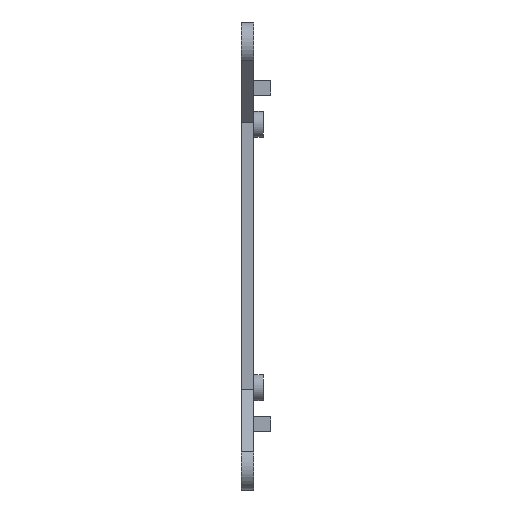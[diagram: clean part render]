
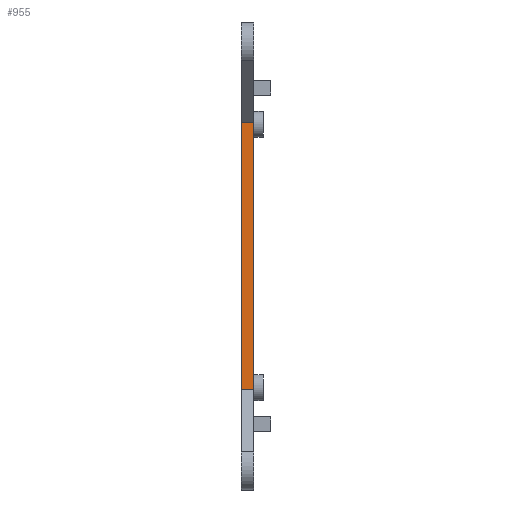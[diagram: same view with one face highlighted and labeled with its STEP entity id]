
A CAD part, left-side view. The second image highlights one B-rep face of the part: STEP entity #955.
In plain terms, the highlighted planar face has unit normal (-1, 0, 0).
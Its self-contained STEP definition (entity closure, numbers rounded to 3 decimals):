
#57=PLANE('',#1041);
#105=FACE_OUTER_BOUND('',#164,.T.);
#164=EDGE_LOOP('',(#826,#827,#828,#829));
#227=LINE('',#1448,#335);
#269=LINE('',#1540,#377);
#270=LINE('',#1543,#378);
#271=LINE('',#1544,#379);
#335=VECTOR('',#1175,10.);
#377=VECTOR('',#1265,10.);
#378=VECTOR('',#1268,10.);
#379=VECTOR('',#1269,10.);
#471=VERTEX_POINT('',#1445);
#472=VERTEX_POINT('',#1447);
#498=VERTEX_POINT('',#1538);
#499=VERTEX_POINT('',#1542);
#573=EDGE_CURVE('',#471,#472,#227,.T.);
#619=EDGE_CURVE('',#471,#498,#269,.T.);
#620=EDGE_CURVE('',#499,#498,#270,.T.);
#621=EDGE_CURVE('',#472,#499,#271,.T.);
#826=ORIENTED_EDGE('',*,*,#573,.F.);
#827=ORIENTED_EDGE('',*,*,#619,.T.);
#828=ORIENTED_EDGE('',*,*,#620,.F.);
#829=ORIENTED_EDGE('',*,*,#621,.F.);
#955=ADVANCED_FACE('',(#105),#57,.T.);
#1041=AXIS2_PLACEMENT_3D('',#1541,#1266,#1267);
#1175=DIRECTION('',(0.,0.,-1.));
#1265=DIRECTION('',(0.,1.,0.));
#1266=DIRECTION('center_axis',(-1.,0.,0.));
#1267=DIRECTION('ref_axis',(0.,0.,
1.));
#1268=DIRECTION('',(0.,0.,1.));
#1269=DIRECTION('',(0.,1.,0.));
#1445=CARTESIAN_POINT('',(9.05,14.907,-10.851));
#1447=CARTESIAN_POINT('',(9.05,14.907,-32.359));
#1448=CARTESIAN_POINT('',(9.05,14.907,-7.455));
#1538=CARTESIAN_POINT('',(9.05,15.907,-10.851));
#1540=CARTESIAN_POINT('',(9.05,14.907,-10.851));
#1541=CARTESIAN_POINT('Origin',(9.05,14.907,-32.359));
#1542=CARTESIAN_POINT('',(9.05,15.907,-32.359));
#1543=CARTESIAN_POINT('',(9.05,15.907,-7.455));
#1544=CARTESIAN_POINT('',(9.05,14.907,-32.359));
